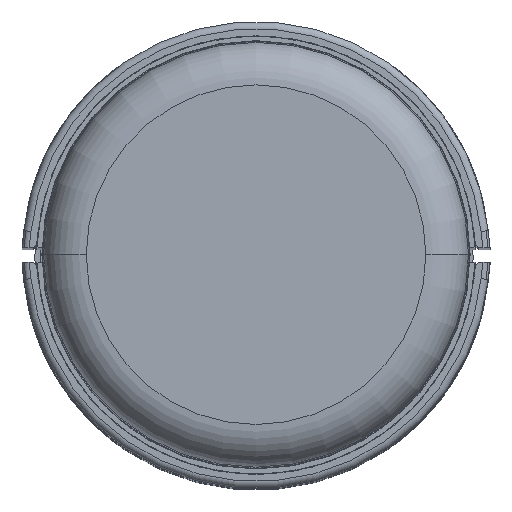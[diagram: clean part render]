
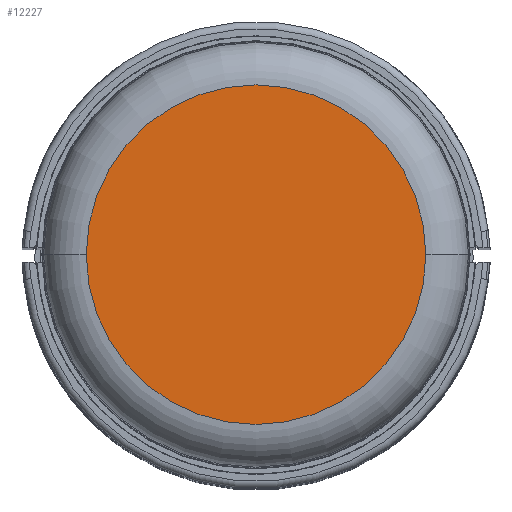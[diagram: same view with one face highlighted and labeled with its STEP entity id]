
A CAD part, top view. The second image highlights one B-rep face of the part: STEP entity #12227.
In plain terms, the highlighted planar face has unit normal (0, 0, 1).
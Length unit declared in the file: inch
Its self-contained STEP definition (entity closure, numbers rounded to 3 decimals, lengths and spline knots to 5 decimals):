
#5535 = VERTEX_POINT( '', #14876 );
#5983 = EDGE_CURVE( '', #8251, #5535, #15362, .T. );
#8251 = VERTEX_POINT( '', #17879 );
#11119 = EDGE_CURVE( '', #5535, #8251, #21038, .T. );
#12227 = ADVANCED_FACE( '', ( #22266 ), #22267, .T. );
#14876 = CARTESIAN_POINT( '', ( 0.60348, 8.99483, 9.27439 ) );
#15362 = CIRCLE( '', #29051, 0.59637 );
#17879 = CARTESIAN_POINT( '', ( -0.58926, 8.99483, 9.27439 ) );
#21038 = CIRCLE( '', #48607, 0.59637 );
#22266 = FACE_OUTER_BOUND( '', #51899, .T. );
#22267 = PLANE( '', #51900 );
#29051 = AXIS2_PLACEMENT_3D( '', #60064, #60065, #60066 );
#48607 = AXIS2_PLACEMENT_3D( '', #66286, #66287, #66288 );
#51899 = EDGE_LOOP( '', ( #67731, #67732 ) );
#51900 = AXIS2_PLACEMENT_3D( '', #67733, #67734, #67735 );
#60064 = CARTESIAN_POINT( '', ( 0.00711, 8.99483, 9.27439 ) );
#60065 = DIRECTION( '', ( 0., 0., 1. ) );
#60066 = DIRECTION( '', ( 1., 0., 0. ) );
#66286 = CARTESIAN_POINT( '', ( 0.00711, 8.99483, 9.27439 ) );
#66287 = DIRECTION( '', ( 0., 0., 1. ) );
#66288 = DIRECTION( '', ( 1., 0., 0. ) );
#67731 = ORIENTED_EDGE( '', *, *, #11119, .T. );
#67732 = ORIENTED_EDGE( '', *, *, #5983, .T. );
#67733 = CARTESIAN_POINT( '', ( 0.30529, 8.99483, 9.27439 ) );
#67734 = DIRECTION( '', ( 0., 0., 1. ) );
#67735 = DIRECTION( '', ( 1., 0., 0. ) );
